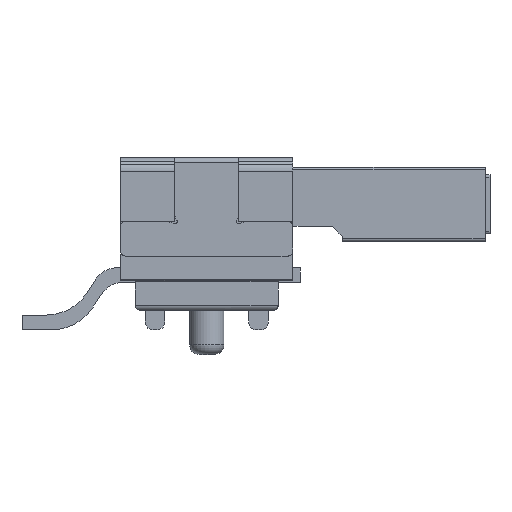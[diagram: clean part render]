
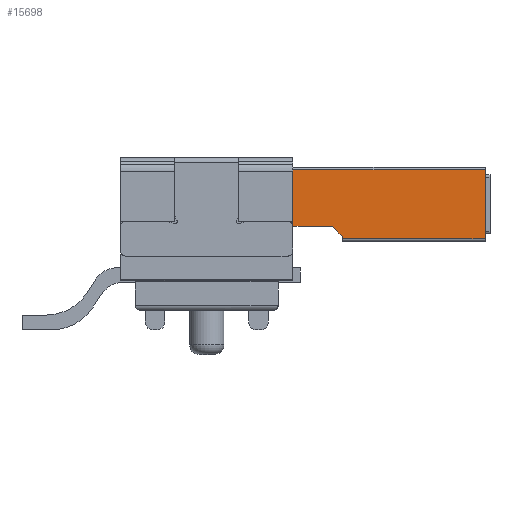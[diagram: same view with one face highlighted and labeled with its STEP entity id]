
A CAD part, front view. The second image highlights one B-rep face of the part: STEP entity #15698.
In plain terms, the highlighted planar face has unit normal (0, -1, 0).
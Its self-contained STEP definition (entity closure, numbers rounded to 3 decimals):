
#787 = LINE ( 'NONE', #10679, #15240 ) ;
#1000 = CARTESIAN_POINT ( 'NONE',  ( 2.05, 0.139, 1.6 ) ) ;
#1649 = CARTESIAN_POINT ( 'NONE',  ( 2.75, 0.139, 2.25 ) ) ;
#2402 = VECTOR ( 'NONE', #5237, 1000. ) ;
#2590 = ORIENTED_EDGE ( 'NONE', *, *, #16178, .T. ) ;
#2599 = CARTESIAN_POINT ( 'NONE',  ( 1.75, 0.139, 2.3 ) ) ;
#4592 = CARTESIAN_POINT ( 'NONE',  ( 2.55, 0.139, 1.1 ) ) ;
#4705 = LINE ( 'NONE', #2599, #8644 ) ;
#4875 = EDGE_CURVE ( 'NONE', #5730, #11258, #22997, .T. ) ;
#5010 = CARTESIAN_POINT ( 'NONE',  ( 2.75, 0.139, 1.1 ) ) ;
#5237 = DIRECTION ( 'NONE',  ( -1., 0., 0. ) ) ;
#5334 = VECTOR ( 'NONE', #13782, 1000. ) ;
#5450 = VERTEX_POINT ( 'NONE', #18239 ) ;
#5508 = VECTOR ( 'NONE', #13074, 1000. ) ;
#5697 = LINE ( 'NONE', #21821, #5334 ) ;
#5727 = ORIENTED_EDGE ( 'NONE', *, *, #10958, .F. ) ;
#5730 = VERTEX_POINT ( 'NONE', #4592 ) ;
#6119 = EDGE_CURVE ( 'NONE', #15841, #5450, #21742, .T. ) ;
#8212 = PLANE ( 'NONE',  #15281 ) ;
#8590 = DIRECTION ( 'NONE',  ( 0., 1., 0. ) ) ;
#8641 = EDGE_LOOP ( 'NONE', ( #5727, #9846, #26137, #18247, #14850, #2590, #18956 ) ) ;
#8644 = VECTOR ( 'NONE', #24393, 1000. ) ;
#9846 = ORIENTED_EDGE ( 'NONE', *, *, #21336, .T. ) ;
#10294 = EDGE_CURVE ( 'NONE', #18410, #11258, #4705, .T. ) ;
#10462 = CARTESIAN_POINT ( 'NONE',  ( 2.75, 0.139, 0.85 ) ) ;
#10679 = CARTESIAN_POINT ( 'NONE',  ( 2.75, 0.139, 2.3 ) ) ;
#10958 = EDGE_CURVE ( 'NONE', #11652, #5450, #5697, .T. ) ;
#11110 = DIRECTION ( 'NONE',  ( -1., 0., 0. ) ) ;
#11202 = CARTESIAN_POINT ( 'NONE',  ( 5.65, 0.139, 2.25 ) ) ;
#11258 = VERTEX_POINT ( 'NONE', #18461 ) ;
#11652 = VERTEX_POINT ( 'NONE', #11202 ) ;
#11656 = VECTOR ( 'NONE', #18504, 1000. ) ;
#13074 = DIRECTION ( 'NONE',  ( -1., 0., 0. ) ) ;
#13127 = CARTESIAN_POINT ( 'NONE',  ( 1.75, 0.139, 2.25 ) ) ;
#13619 = CARTESIAN_POINT ( 'NONE',  ( 2.75, 0.139, 0.85 ) ) ;
#13782 = DIRECTION ( 'NONE',  ( 0., 0., -1. ) ) ;
#14850 = ORIENTED_EDGE ( 'NONE', *, *, #20216, .T. ) ;
#15240 = VECTOR ( 'NONE', #18729, 1000. ) ;
#15281 = AXIS2_PLACEMENT_3D ( 'NONE', #18628, #8590, #11110 ) ;
#15301 = LINE ( 'NONE', #1649, #2402 ) ;
#15698 = ADVANCED_FACE ( 'NONE', ( #20236 ), #8212, .F. ) ;
#15841 = VERTEX_POINT ( 'NONE', #13619 ) ;
#15876 = VECTOR ( 'NONE', #25176, 1000. ) ;
#16178 = EDGE_CURVE ( 'NONE', #20684, #15841, #787, .T. ) ;
#18239 = CARTESIAN_POINT ( 'NONE',  ( 5.65, 0.139, 0.85 ) ) ;
#18247 = ORIENTED_EDGE ( 'NONE', *, *, #4875, .F. ) ;
#18410 = VERTEX_POINT ( 'NONE', #13127 ) ;
#18461 = CARTESIAN_POINT ( 'NONE',  ( 1.75, 0.139, 1.1 ) ) ;
#18504 = DIRECTION ( 'NONE',  ( 1., 0., 0. ) ) ;
#18628 = CARTESIAN_POINT ( 'NONE',  ( 2.75, 0.139, 2.3 ) ) ;
#18729 = DIRECTION ( 'NONE',  ( 0., 0., -1. ) ) ;
#18956 = ORIENTED_EDGE ( 'NONE', *, *, #6119, .T. ) ;
#20216 = EDGE_CURVE ( 'NONE', #5730, #20684, #23073, .T. ) ;
#20236 = FACE_OUTER_BOUND ( 'NONE', #8641, .T. ) ;
#20684 = VERTEX_POINT ( 'NONE', #23620 ) ;
#21336 = EDGE_CURVE ( 'NONE', #11652, #18410, #15301, .T. ) ;
#21742 = LINE ( 'NONE', #10462, #11656 ) ;
#21821 = CARTESIAN_POINT ( 'NONE',  ( 5.65, 0.139, 2.25 ) ) ;
#22997 = LINE ( 'NONE', #5010, #5508 ) ;
#23073 = LINE ( 'NONE', #1000, #15876 ) ;
#23620 = CARTESIAN_POINT ( 'NONE',  ( 2.75, 0.139, 0.9 ) ) ;
#24393 = DIRECTION ( 'NONE',  ( 0., 0., -1. ) ) ;
#25176 = DIRECTION ( 'NONE',  ( 0.707, 0., -0.707 ) ) ;
#26137 = ORIENTED_EDGE ( 'NONE', *, *, #10294, .T. ) ;
